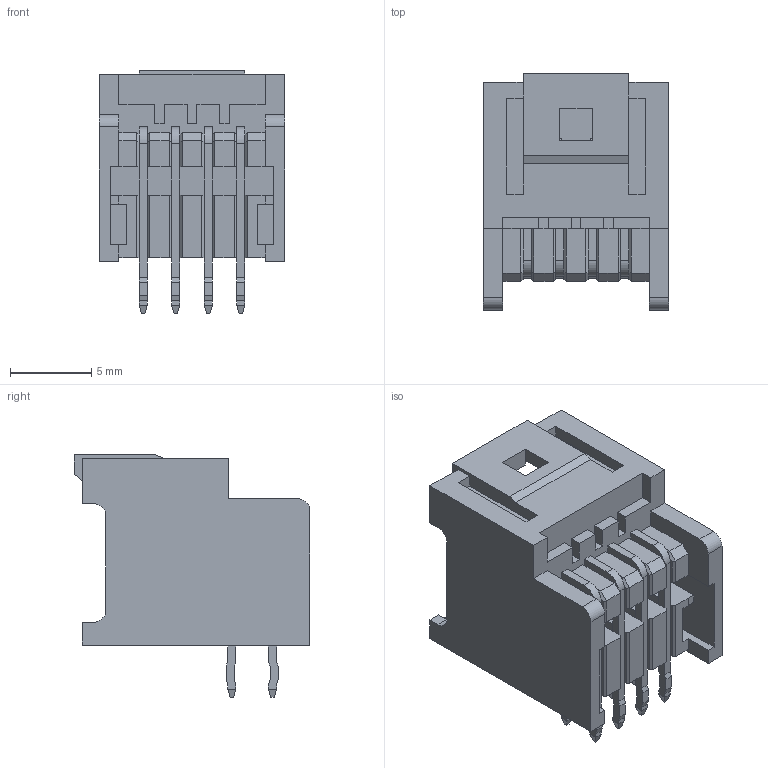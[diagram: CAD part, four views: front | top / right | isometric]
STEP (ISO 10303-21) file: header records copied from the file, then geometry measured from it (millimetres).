
FILE_DESCRIPTION(/* description */ ('Unknown'),/* implementation_level */ '2;1');
FILE_NAME(/* name */ 'J_Wurth_WR-WTB_62400821722',/* time_stamp */ '2025-05-28T14:30:05+08:00',/* author */ ('Unknown'),/* organization */ ('Unknown'),/* preprocessor_version */ 'ST-DEVELOPER v19.4',/* originating_system */ 'Solid Edge',/* authorisation */ 'Unknown');
FILE_SCHEMA (('AUTOMOTIVE_DESIGN {1 0 10303 214 3 1 1}'));
Length unit declared in the file: millimetre
Products named in the file (2): J_Wurth_WR-WTB_62400821722
Assembly tree (1 placements, depth 2):
  J_Wurth_WR-WTB_62400821722
    J_Wurth_WR-WTB_62400821722
Bounding box: 11.4 x 14.5 x 14.9 mm (x, y, z)
Volume: 670.9 mm3; surface area: 1589.2 mm2
Topology: 1 solids, 1 shells, 439 faces, 1190 edges, 744 vertices
Faces by surface type: plane 425, cylinder 14
Entity records: 16508 total; most frequent: ORIENTED_EDGE 2380, CARTESIAN_POINT 2375, DIRECTION 2108, EDGE_CURVE 1190, LINE 1154, VECTOR 1154, VERTEX_POINT 744, AXIS2_PLACEMENT_3D 477
